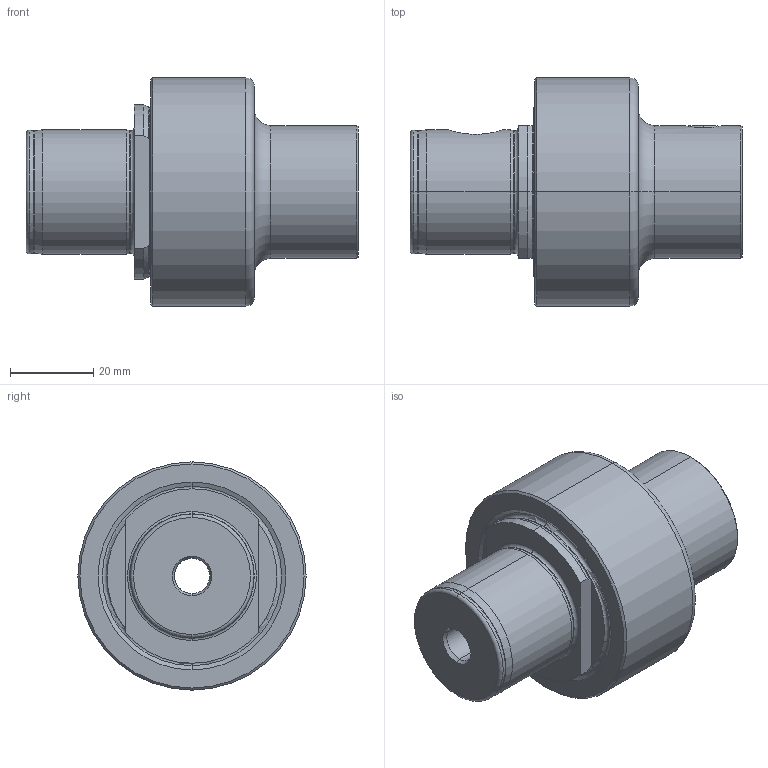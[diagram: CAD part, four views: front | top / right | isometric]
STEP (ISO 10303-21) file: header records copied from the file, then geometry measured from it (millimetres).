
FILE_DESCRIPTION (( 'STEP AP203' ), '1' );
FILE_NAME ('122.550.321.STEP', '2018-03-13T13:35:51', ( 'SWIAdmin' ), ( 'Hewlett-Packard Company' ), 'SwSTEP 2.0', 'SolidWorks 2017', '' );
FILE_SCHEMA (( 'CONFIG_CONTROL_DESIGN' ));
Length unit declared in the file: millimetre
Products named in the file (3): MB3-ER1.001.011_A; 122.550.321; MB5-MB3.K01.050_C
Assembly tree (2 placements, depth 2):
  122.550.321
    MB5-MB3.K01.050_C
    MB3-ER1.001.011_A
Bounding box: 80 x 55 x 55 mm (x, y, z)
Volume: 93033 mm3; surface area: 17378.4 mm2
Topology: 2 solids, 2 shells, 134 faces, 309 edges, 183 vertices
Faces by surface type: cone 43, cylinder 34, plane 33, torus 24
Entity records: 4516 total; most frequent: CARTESIAN_POINT 1127, DIRECTION 711, ORIENTED_EDGE 614, EDGE_CURVE 307, AXIS2_PLACEMENT_3D 301, VERTEX_POINT 183, CIRCLE 162, EDGE_LOOP 146
